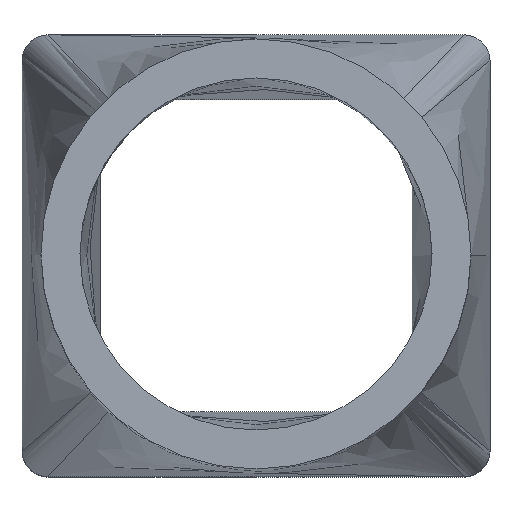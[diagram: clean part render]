
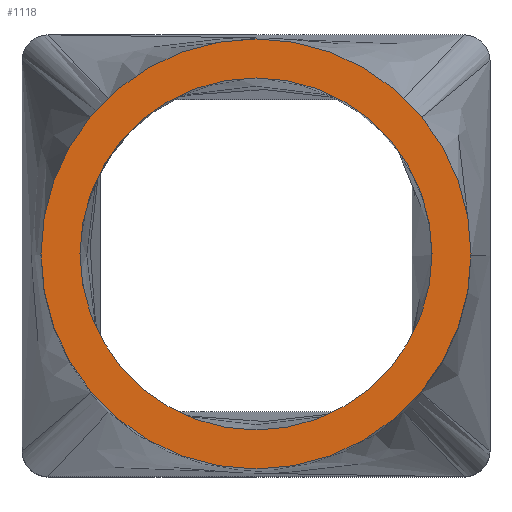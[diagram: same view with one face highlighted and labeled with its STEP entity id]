
A CAD part, top view. The second image highlights one B-rep face of the part: STEP entity #1118.
In plain terms, the highlighted planar face has unit normal (0, 0, 1).
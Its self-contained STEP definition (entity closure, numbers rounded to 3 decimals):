
#909 = VERTEX_POINT('',#910);
#910 = CARTESIAN_POINT('',(8.27,0.,49.));
#916 = EDGE_CURVE('',#909,#909,#917,.T.);
#917 = CIRCLE('',#918,8.27);
#918 = AXIS2_PLACEMENT_3D('',#919,#920,#921);
#919 = CARTESIAN_POINT('',(0.,0.,49.));
#920 = DIRECTION('',(0.,0.,1.));
#921 = DIRECTION('',(1.,0.,0.));
#1118 = ADVANCED_FACE('',(#1119,#1122),#1133,.T.);
#1119 = FACE_BOUND('',#1120,.T.);
#1120 = EDGE_LOOP('',(#1121));
#1121 = ORIENTED_EDGE('',*,*,#916,.T.);
#1122 = FACE_BOUND('',#1123,.T.);
#1123 = EDGE_LOOP('',(#1124));
#1124 = ORIENTED_EDGE('',*,*,#1125,.F.);
#1125 = EDGE_CURVE('',#1126,#1126,#1128,.T.);
#1126 = VERTEX_POINT('',#1127);
#1127 = CARTESIAN_POINT('',(6.77,0.,49.));
#1128 = CIRCLE('',#1129,6.77);
#1129 = AXIS2_PLACEMENT_3D('',#1130,#1131,#1132);
#1130 = CARTESIAN_POINT('',(0.,0.,49.));
#1131 = DIRECTION('',(0.,0.,1.));
#1132 = DIRECTION('',(1.,0.,0.));
#1133 = PLANE('',#1134);
#1134 = AXIS2_PLACEMENT_3D('',#1135,#1136,#1137);
#1135 = CARTESIAN_POINT('',(0.,0.,49.));
#1136 = DIRECTION('',(0.,0.,1.));
#1137 = DIRECTION('',(1.,0.,0.));
